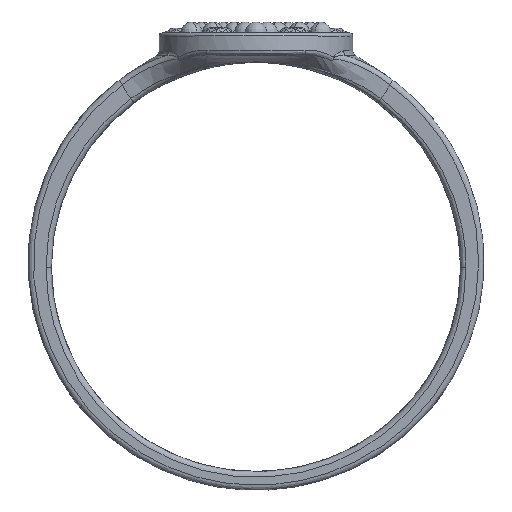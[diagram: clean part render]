
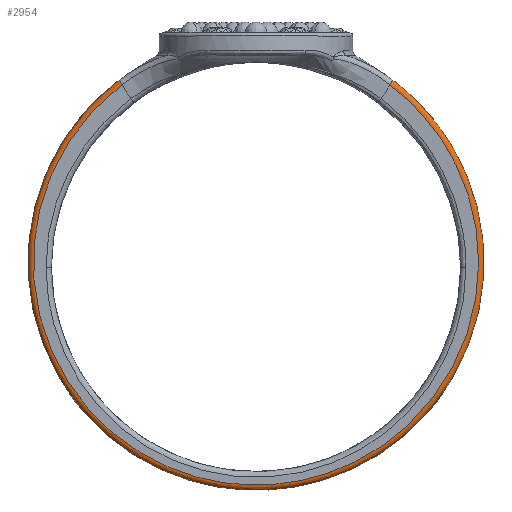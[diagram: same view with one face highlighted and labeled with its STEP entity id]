
A CAD part, top view. The second image highlights one B-rep face of the part: STEP entity #2954.
In plain terms, the highlighted free-form (B-spline) face has degree [2, 2] with [5, 3] control points.
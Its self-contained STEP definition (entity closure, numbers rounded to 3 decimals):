
#2873 = EDGE_CURVE('',#2874,#2876,#2878,.T.);
#2874 = VERTEX_POINT('',#2875);
#2875 = CARTESIAN_POINT('',(-5.614,-2.174,
    1.28));
#2876 = VERTEX_POINT('',#2877);
#2877 = CARTESIAN_POINT('',(5.614,-2.174,
    1.28));
#2878 = ( BOUNDED_CURVE() B_SPLINE_CURVE(2,(#2879,#2880,#2881,#2882,
#2883),.UNSPECIFIED.,.F.,.F.) B_SPLINE_CURVE_WITH_KNOTS((3,2,3),(0.,
2.497,4.994),.PIECEWISE_BEZIER_KNOTS.) CURVE() 
GEOMETRIC_REPRESENTATION_ITEM() RATIONAL_B_SPLINE_CURVE((1.,
0.317,1.,0.317,1.)) REPRESENTATION_ITEM('') );
#2879 = CARTESIAN_POINT('',(-5.614,-2.174,1.28
    ));
#2880 = CARTESIAN_POINT('',(-27.999,-18.982,
    0.693));
#2881 = CARTESIAN_POINT('',(0.,-18.982,
    0.693));
#2882 = CARTESIAN_POINT('',(27.999,-18.982,
    0.693));
#2883 = CARTESIAN_POINT('',(5.614,-2.174,
    1.28));
#2954 = ADVANCED_FACE('',(#2955),#2982,.T.);
#2955 = FACE_BOUND('',#2956,.T.);
#2956 = EDGE_LOOP('',(#2957,#2965,#2975,#2981));
#2957 = ORIENTED_EDGE('',*,*,#2958,.T.);
#2958 = EDGE_CURVE('',#2874,#2959,#2961,.T.);
#2959 = VERTEX_POINT('',#2960);
#2960 = CARTESIAN_POINT('',(-5.75,-1.987,
    1.08));
#2961 = ( BOUNDED_CURVE() B_SPLINE_CURVE(2,(#2962,#2963,#2964),
.UNSPECIFIED.,.F.,.F.) B_SPLINE_CURVE_WITH_KNOTS((3,3),(6.283,
7.769),.PIECEWISE_BEZIER_KNOTS.) CURVE() 
GEOMETRIC_REPRESENTATION_ITEM() RATIONAL_B_SPLINE_CURVE((1.,
0.736,1.)) REPRESENTATION_ITEM('') );
#2962 = CARTESIAN_POINT('',(-5.614,-2.174,
    1.28));
#2963 = CARTESIAN_POINT('',(-5.739,-2.008,
    1.286));
#2964 = CARTESIAN_POINT('',(-5.75,-1.987,
    1.08));
#2965 = ORIENTED_EDGE('',*,*,#2966,.T.);
#2966 = EDGE_CURVE('',#2959,#2967,#2969,.T.);
#2967 = VERTEX_POINT('',#2968);
#2968 = CARTESIAN_POINT('',(5.75,-1.987,
    1.08));
#2969 = ( BOUNDED_CURVE() B_SPLINE_CURVE(2,(#2970,#2971,#2972,#2973,
#2974),.UNSPECIFIED.,.F.,.F.) B_SPLINE_CURVE_WITH_KNOTS((3,2,3),(0.,
2.497,4.994),.PIECEWISE_BEZIER_KNOTS.) CURVE() 
GEOMETRIC_REPRESENTATION_ITEM() RATIONAL_B_SPLINE_CURVE((1.,
0.317,1.,0.317,1.)) REPRESENTATION_ITEM('') );
#2970 = CARTESIAN_POINT('',(-5.75,-1.987,
    1.08));
#2971 = CARTESIAN_POINT('',(-28.674,-19.2,0.479
    ));
#2972 = CARTESIAN_POINT('',(0.,-19.2,
    0.479));
#2973 = CARTESIAN_POINT('',(28.674,-19.2,
    0.479));
#2974 = CARTESIAN_POINT('',(5.75,-1.987,
    1.08));
#2975 = ORIENTED_EDGE('',*,*,#2976,.F.);
#2976 = EDGE_CURVE('',#2876,#2967,#2977,.T.);
#2977 = ( BOUNDED_CURVE() B_SPLINE_CURVE(2,(#2978,#2979,#2980),
.UNSPECIFIED.,.F.,.F.) B_SPLINE_CURVE_WITH_KNOTS((3,3),(6.283,
7.769),.PIECEWISE_BEZIER_KNOTS.) CURVE() 
GEOMETRIC_REPRESENTATION_ITEM() RATIONAL_B_SPLINE_CURVE((1.,
0.736,1.)) REPRESENTATION_ITEM('') );
#2978 = CARTESIAN_POINT('',(5.614,-2.174,1.28
    ));
#2979 = CARTESIAN_POINT('',(5.739,-2.008,
    1.286));
#2980 = CARTESIAN_POINT('',(5.75,-1.987,
    1.08));
#2981 = ORIENTED_EDGE('',*,*,#2873,.F.);
#2982 = ( BOUNDED_SURFACE() B_SPLINE_SURFACE(2,2,(
    (#2983,#2984,#2985)
    ,(#2986,#2987,#2988)
    ,(#2989,#2990,#2991)
    ,(#2992,#2993,#2994)
    ,(#2995,#2996,#2997
)),.UNSPECIFIED.,.F.,.F.,.F.) B_SPLINE_SURFACE_WITH_KNOTS((3,2,3),(3,3),
  (1.246,3.744,6.241),(4.712,
    6.198),.PIECEWISE_BEZIER_KNOTS.) 
GEOMETRIC_REPRESENTATION_ITEM() RATIONAL_B_SPLINE_SURFACE((
    (1.,0.736,1.)
    ,(0.317,0.233,0.317)
    ,(1.,0.736,1.)
    ,(0.317,0.233,0.317)
,(1.,0.736,1.))) REPRESENTATION_ITEM('') SURFACE() );
#2983 = CARTESIAN_POINT('',(5.614,-2.174,1.28
    ));
#2984 = CARTESIAN_POINT('',(5.739,-2.008,1.286
    ));
#2985 = CARTESIAN_POINT('',(5.75,-1.987,1.08
    ));
#2986 = CARTESIAN_POINT('',(27.999,-18.982,
    0.693));
#2987 = CARTESIAN_POINT('',(28.621,-19.19,
    0.686));
#2988 = CARTESIAN_POINT('',(28.674,-19.2,
    0.479));
#2989 = CARTESIAN_POINT('',(0.,-18.982,
    0.693));
#2990 = CARTESIAN_POINT('',(0.,-19.19,
    0.686));
#2991 = CARTESIAN_POINT('',(0.,-19.2,
    0.479));
#2992 = CARTESIAN_POINT('',(-27.999,-18.982,
    0.693));
#2993 = CARTESIAN_POINT('',(-28.621,-19.19,
    0.686));
#2994 = CARTESIAN_POINT('',(-28.674,-19.2,
    0.479));
#2995 = CARTESIAN_POINT('',(-5.614,-2.174,
    1.28));
#2996 = CARTESIAN_POINT('',(-5.739,-2.008,
    1.286));
#2997 = CARTESIAN_POINT('',(-5.75,-1.987,
    1.08));
